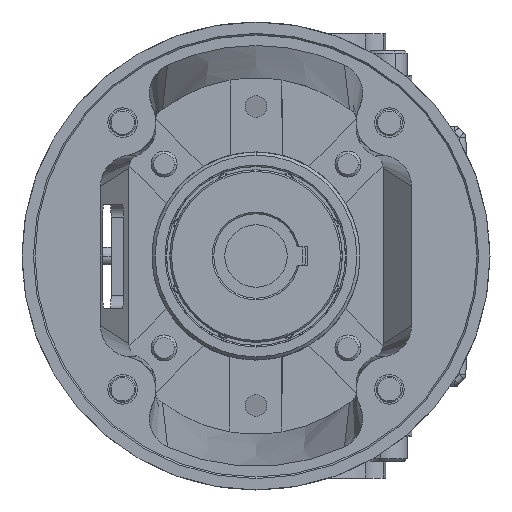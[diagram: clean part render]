
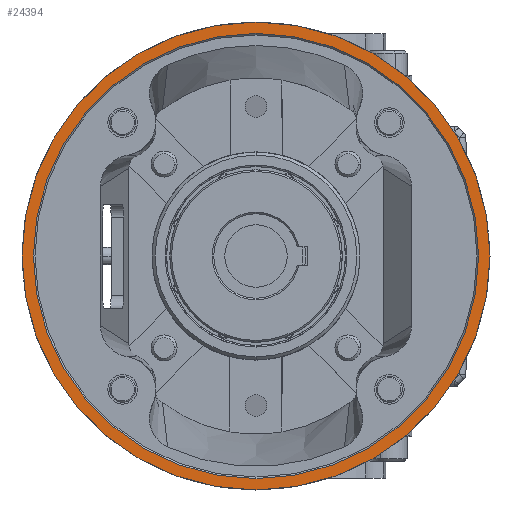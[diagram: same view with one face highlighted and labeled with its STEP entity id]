
A CAD part, left-side view. The second image highlights one B-rep face of the part: STEP entity #24394.
In plain terms, the highlighted planar face has unit normal (-1, 0, 0).
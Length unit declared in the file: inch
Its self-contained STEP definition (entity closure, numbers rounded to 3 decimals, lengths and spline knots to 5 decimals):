
#2856 = DIRECTION ( 'NONE',  ( -1., 0., 0. ) ) ;
#9562 = ORIENTED_EDGE ( 'NONE', *, *, #17804, .F. ) ;
#11639 = CARTESIAN_POINT ( 'NONE',  ( -12.403, 0., 0. ) ) ;
#17804 = EDGE_CURVE ( 'NONE', #73502, #39610, #37599, .T. ) ;
#20880 = AXIS2_PLACEMENT_3D ( 'NONE', #66063, #2856, #81948 ) ;
#23531 = CARTESIAN_POINT ( 'NONE',  ( -12.403, 0., -4.5 ) ) ;
#24394 = ADVANCED_FACE ( 'NONE', ( #35116, #85782 ), #64015, .T. ) ;
#25893 = AXIS2_PLACEMENT_3D ( 'NONE', #11639, #89749, #35455 ) ;
#26768 = DIRECTION ( 'NONE',  ( 1., 0., 0. ) ) ;
#31652 = EDGE_CURVE ( 'NONE', #58982, #67972, #38329, .T. ) ;
#35116 = FACE_OUTER_BOUND ( 'NONE', #41648, .T. ) ;
#35455 = DIRECTION ( 'NONE',  ( 0., 0., 1. ) ) ;
#37599 = CIRCLE ( 'NONE', #78919, 4.5 ) ;
#38329 = CIRCLE ( 'NONE', #64797, 4.28081 ) ;
#39610 = VERTEX_POINT ( 'NONE', #86309 ) ;
#41648 = EDGE_LOOP ( 'NONE', ( #94642, #9562 ) ) ;
#46391 = CIRCLE ( 'NONE', #51983, 4.5 ) ;
#46682 = DIRECTION ( 'NONE',  ( 0., 0., 1. ) ) ;
#51983 = AXIS2_PLACEMENT_3D ( 'NONE', #52555, #93720, #46682 ) ;
#52555 = CARTESIAN_POINT ( 'NONE',  ( -12.403, 0., 0. ) ) ;
#54812 = DIRECTION ( 'NONE',  ( 1., 0., 0. ) ) ;
#56132 = CARTESIAN_POINT ( 'NONE',  ( -12.403, 0., 0. ) ) ;
#57794 = CARTESIAN_POINT ( 'NONE',  ( -12.403, 0., 0. ) ) ;
#58982 = VERTEX_POINT ( 'NONE', #93923 ) ;
#62045 = CIRCLE ( 'NONE', #25893, 4.28081 ) ;
#63451 = DIRECTION ( 'NONE',  ( 0., 0., 1. ) ) ;
#64015 = PLANE ( 'NONE',  #20880 ) ;
#64797 = AXIS2_PLACEMENT_3D ( 'NONE', #57794, #26768, #90389 ) ;
#66063 = CARTESIAN_POINT ( 'NONE',  ( -12.403, -1.68769, -1.522 ) ) ;
#67972 = VERTEX_POINT ( 'NONE', #93898 ) ;
#69342 = EDGE_CURVE ( 'NONE', #39610, #73502, #46391, .T. ) ;
#73502 = VERTEX_POINT ( 'NONE', #23531 ) ;
#77361 = EDGE_CURVE ( 'NONE', #67972, #58982, #62045, .T. ) ;
#78919 = AXIS2_PLACEMENT_3D ( 'NONE', #56132, #54812, #63451 ) ;
#80000 = ORIENTED_EDGE ( 'NONE', *, *, #31652, .T. ) ;
#81948 = DIRECTION ( 'NONE',  ( 0., 0., 1. ) ) ;
#82444 = EDGE_LOOP ( 'NONE', ( #80000, #99318 ) ) ;
#85782 = FACE_BOUND ( 'NONE', #82444, .T. ) ;
#86309 = CARTESIAN_POINT ( 'NONE',  ( -12.403, 0., 4.5 ) ) ;
#89749 = DIRECTION ( 'NONE',  ( 1., 0., 0. ) ) ;
#90389 = DIRECTION ( 'NONE',  ( 0., 0., 1. ) ) ;
#93720 = DIRECTION ( 'NONE',  ( 1., 0., 0. ) ) ;
#93898 = CARTESIAN_POINT ( 'NONE',  ( -12.403, 0., -4.28081 ) ) ;
#93923 = CARTESIAN_POINT ( 'NONE',  ( -12.403, 0., 4.28081 ) ) ;
#94642 = ORIENTED_EDGE ( 'NONE', *, *, #69342, .F. ) ;
#99318 = ORIENTED_EDGE ( 'NONE', *, *, #77361, .T. ) ;
